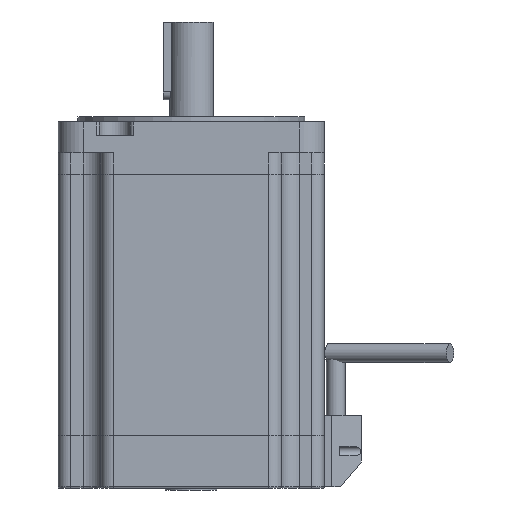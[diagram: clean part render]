
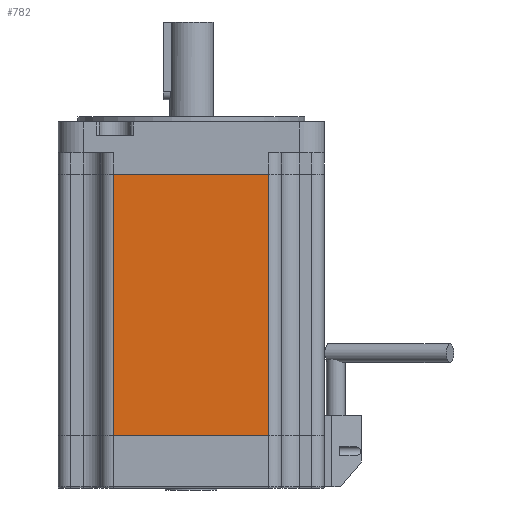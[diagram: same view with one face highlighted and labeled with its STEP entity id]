
A CAD part, left-side view. The second image highlights one B-rep face of the part: STEP entity #782.
In plain terms, the highlighted planar face has unit normal (-1, 0, 0).
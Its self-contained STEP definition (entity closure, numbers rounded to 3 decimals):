
#782=ADVANCED_FACE('',(#1129),#987,.F.);
#987=PLANE('',#4658);
#1129=FACE_OUTER_BOUND('',#1375,.T.);
#1375=EDGE_LOOP('',(#2098,#2099,#2100,#2101));
#2098=ORIENTED_EDGE('',*,*,#3400,.T.);
#2099=ORIENTED_EDGE('',*,*,#3447,.T.);
#2100=ORIENTED_EDGE('',*,*,#3423,.T.);
#2101=ORIENTED_EDGE('',*,*,#3446,.T.);
#2929=VERTEX_POINT('',#6749);
#2930=VERTEX_POINT('',#6751);
#2952=VERTEX_POINT('',#6796);
#2953=VERTEX_POINT('',#6798);
#3400=EDGE_CURVE('',#2930,#2929,#3906,.T.);
#3423=EDGE_CURVE('',#2953,#2952,#3916,.T.);
#3446=EDGE_CURVE('',#2952,#2930,#3928,.T.);
#3447=EDGE_CURVE('',#2929,#2953,#3929,.T.);
#3906=LINE('',#6750,#4244);
#3916=LINE('',#6797,#4254);
#3928=LINE('',#6842,#4266);
#3929=LINE('',#6844,#4267);
#4244=VECTOR('',#5413,1.);
#4254=VECTOR('',#5451,1.);
#4266=VECTOR('',#5487,1.);
#4267=VECTOR('',#5490,1.);
#4658=AXIS2_PLACEMENT_3D('',#6867,#5524,#5525);
#5413=DIRECTION('',(0.,-1.,0.));
#5451=DIRECTION('',(0.,1.,0.));
#5487=DIRECTION('',(0.,0.,-1.));
#5490=DIRECTION('',(0.,0.,1.));
#5524=DIRECTION('',(1.,0.,0.));
#5525=DIRECTION('',(0.,0.,-1.));
#6749=CARTESIAN_POINT('',(-42.75,-24.94,-101.));
#6750=CARTESIAN_POINT('',(-42.75,-34.69,-101.));
#6751=CARTESIAN_POINT('',(-42.75,25.06,-101.));
#6796=CARTESIAN_POINT('',(-42.75,25.06,-17.));
#6797=CARTESIAN_POINT('',(-42.75,-34.69,-17.));
#6798=CARTESIAN_POINT('',(-42.75,-24.94,-17.));
#6842=CARTESIAN_POINT('',(-42.75,25.06,-118.));
#6844=CARTESIAN_POINT('',(-42.75,-24.94,-118.));
#6867=CARTESIAN_POINT('',(-42.75,-34.69,-118.));
